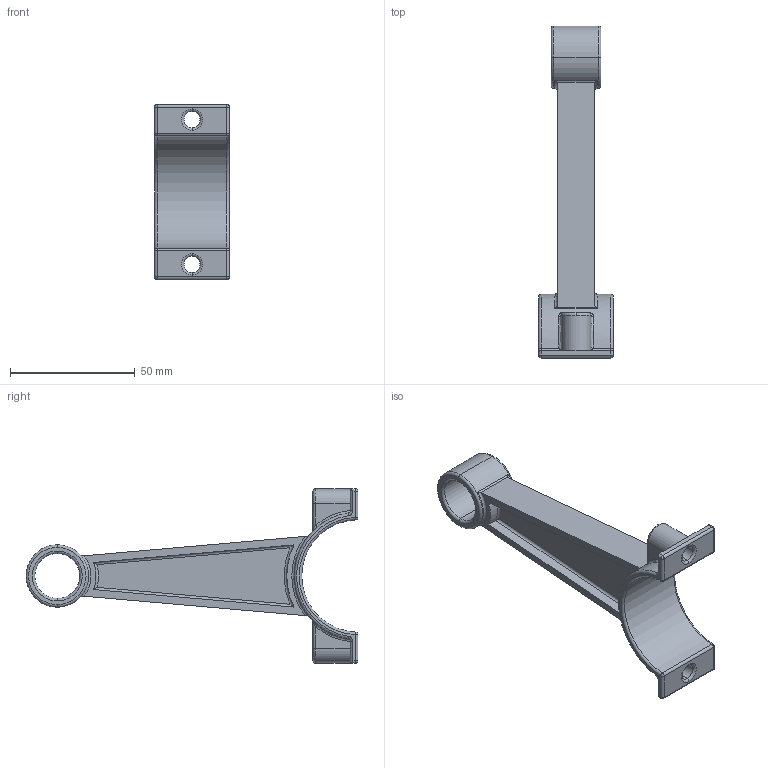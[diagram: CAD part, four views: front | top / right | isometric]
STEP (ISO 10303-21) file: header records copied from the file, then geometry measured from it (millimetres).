
FILE_DESCRIPTION (( 'STEP AP203' ), '1' );
FILE_NAME ('connecting rod_Default_sldprt.STEP', '2025-10-06T18:15:58', ( '' ), ( '' ), 'SwSTEP 2.0', 'SolidWorks 2025', '' );
FILE_SCHEMA (( 'CONFIG_CONTROL_DESIGN' ));
Length unit declared in the file: millimetre
Products named in the file (1): connecting rod_Default_sldprt
Bounding box: 30 x 132.9 x 70 mm (x, y, z)
Volume: 32493.8 mm3; surface area: 18233.4 mm2
Topology: 1 solids, 1 shells, 131 faces, 308 edges, 175 vertices
Faces by surface type: cylinder 52, torus 39, plane 28, sphere 8, bspline 4
Entity records: 4133 total; most frequent: CARTESIAN_POINT 1101, DIRECTION 658, ORIENTED_EDGE 600, EDGE_CURVE 300, AXIS2_PLACEMENT_3D 276, VERTEX_POINT 175, CIRCLE 148, EDGE_LOOP 141
